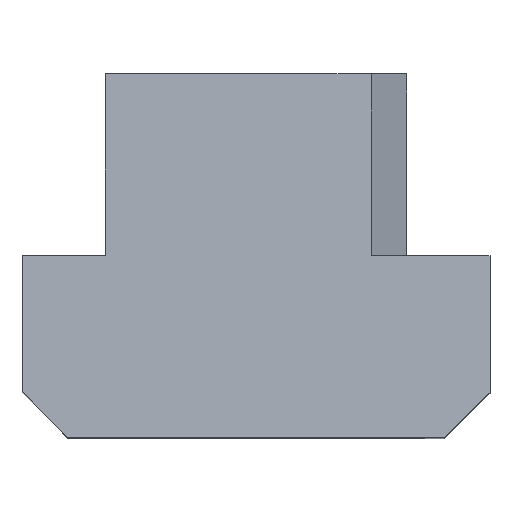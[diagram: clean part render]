
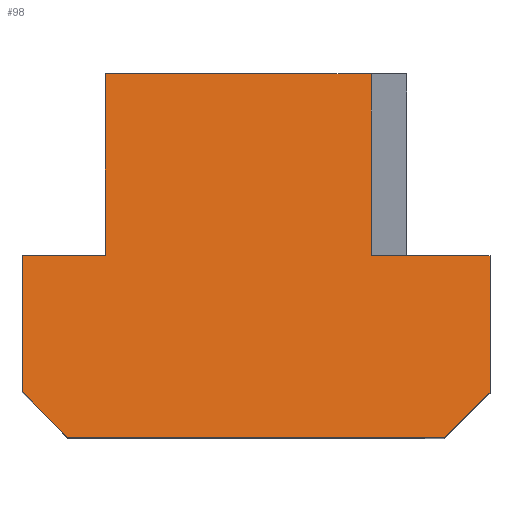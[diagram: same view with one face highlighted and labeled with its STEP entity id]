
A CAD part, top view. The second image highlights one B-rep face of the part: STEP entity #98.
In plain terms, the highlighted planar face has unit normal (0.574, 0, 0.819).
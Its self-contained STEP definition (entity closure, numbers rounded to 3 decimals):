
#98=ADVANCED_FACE('',(#263),#264,.F.);
#108=EDGE_CURVE('',#146,#130,#276,.T.);
#110=EDGE_CURVE('',#176,#216,#278,.T.);
#130=VERTEX_POINT('',#300);
#136=VERTEX_POINT('',#307);
#142=EDGE_CURVE('',#216,#234,#313,.T.);
#146=VERTEX_POINT('',#317);
#152=VERTEX_POINT('',#324);
#158=VERTEX_POINT('',#331);
#160=EDGE_CURVE('',#224,#242,#333,.T.);
#162=EDGE_CURVE('',#234,#224,#335,.T.);
#176=VERTEX_POINT('',#350);
#186=EDGE_CURVE('',#242,#146,#360,.T.);
#206=EDGE_CURVE('',#158,#136,#384,.T.);
#208=EDGE_CURVE('',#130,#136,#386,.T.);
#216=VERTEX_POINT('',#394);
#218=EDGE_CURVE('',#158,#152,#396,.T.);
#224=VERTEX_POINT('',#402);
#228=EDGE_CURVE('',#152,#176,#406,.T.);
#234=VERTEX_POINT('',#412);
#242=VERTEX_POINT('',#421);
#263=FACE_OUTER_BOUND('',#432,.T.);
#264=PLANE('',#433);
#276=LINE('',#450,#451);
#278=LINE('',#454,#455);
#300=CARTESIAN_POINT('',(-5.8,7.0,11.142));
#307=CARTESIAN_POINT('',(4.428,7.0,3.98));
#313=LINE('',#501,#502);
#317=CARTESIAN_POINT('',(-5.8,0.,11.142));
#324=CARTESIAN_POINT('',(9.0,0.0,0.779));
#331=CARTESIAN_POINT('',(4.428,0.,3.98));
#333=LINE('',#529,#530);
#335=LINE('',#533,#534);
#350=CARTESIAN_POINT('',(9.0,-5.25,0.779));
#360=LINE('',#570,#571);
#384=LINE('',#600,#601);
#386=LINE('',#604,#605);
#394=CARTESIAN_POINT('',(7.25,-7.0,2.004));
#396=LINE('',#622,#623);
#402=CARTESIAN_POINT('',(-9.0,-5.25,13.382));
#406=LINE('',#638,#639);
#412=CARTESIAN_POINT('',(-7.25,-7.0,12.157));
#421=CARTESIAN_POINT('',(-9.0,0.,13.382));
#432=EDGE_LOOP('',(#667,#668,#669,#670,#671,#672,#673,#674,#675,#676));
#433=AXIS2_PLACEMENT_3D('',#677,#678,#679);
#450=CARTESIAN_POINT('',(-5.8,3.5,11.142));
#451=VECTOR('',#698,1.0);
#454=CARTESIAN_POINT('',(4.322,-9.928,4.054));
#455=VECTOR('',#699,1.0);
#501=CARTESIAN_POINT('',(-4.857,-7.0,10.481));
#502=VECTOR('',#736,1.);
#529=CARTESIAN_POINT('',(-9.0,0.,13.382));
#530=VECTOR('',#756,1.0);
#533=CARTESIAN_POINT('',(-7.926,-6.324,12.63));
#534=VECTOR('',#757,1.0);
#570=CARTESIAN_POINT('',(-4.37,0.,10.141));
#571=VECTOR('',#771,1.);
#600=CARTESIAN_POINT('',(4.428,4.0,3.98));
#601=VECTOR('',#809,1.0);
#604=CARTESIAN_POINT('',(-0.478,7.0,7.415));
#605=VECTOR('',#810,1.);
#622=CARTESIAN_POINT('',(0.595,0.,6.664));
#623=VECTOR('',#814,1.);
#638=CARTESIAN_POINT('',(9.0,-2.625,0.779));
#639=VECTOR('',#817,1.0);
#667=ORIENTED_EDGE('',*,*,#218,.F.);
#668=ORIENTED_EDGE('',*,*,#206,.T.);
#669=ORIENTED_EDGE('',*,*,#208,.F.);
#670=ORIENTED_EDGE('',*,*,#108,.F.);
#671=ORIENTED_EDGE('',*,*,#186,.F.);
#672=ORIENTED_EDGE('',*,*,#160,.F.);
#673=ORIENTED_EDGE('',*,*,#162,.F.);
#674=ORIENTED_EDGE('',*,*,#142,.F.);
#675=ORIENTED_EDGE('',*,*,#110,.F.);
#676=ORIENTED_EDGE('',*,*,#228,.F.);
#677=CARTESIAN_POINT('',(0.0,0.,7.08));
#678=DIRECTION('',(-0.574,0.,-0.819));
#679=DIRECTION('',(0.819,0.,-0.574));
#698=DIRECTION('',(0.0,1.0,0.));
#699=DIRECTION('',(-0.634,-0.634,0.444));
#736=DIRECTION('',(-0.819,0.,0.574));
#756=DIRECTION('',(0.0,1.0,0.));
#757=DIRECTION('',(-0.634,0.634,0.444));
#771=DIRECTION('',(0.819,0.,-0.574));
#809=DIRECTION('',(0.,1.0,0.));
#810=DIRECTION('',(0.819,0.,-0.574));
#814=DIRECTION('',(0.819,0.,-0.574));
#817=DIRECTION('',(0.0,-1.0,0.));
